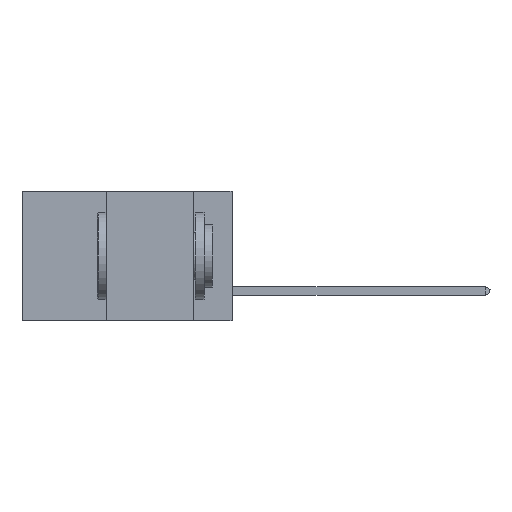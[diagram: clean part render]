
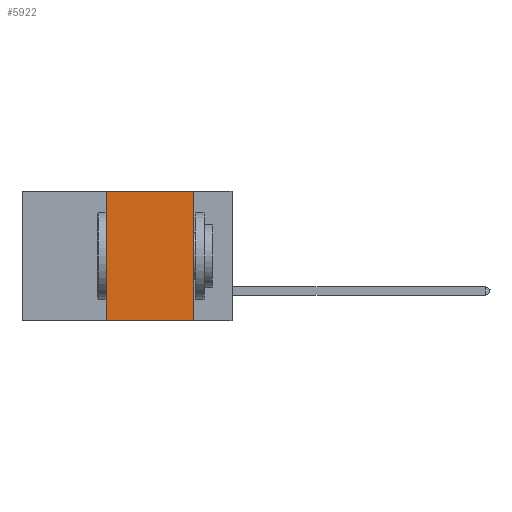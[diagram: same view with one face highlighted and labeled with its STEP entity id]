
A CAD part, left-side view. The second image highlights one B-rep face of the part: STEP entity #5922.
In plain terms, the highlighted planar face has unit normal (-1, 0, 0).
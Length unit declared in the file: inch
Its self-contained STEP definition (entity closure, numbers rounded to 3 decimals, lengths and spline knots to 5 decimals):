
#1181 = CARTESIAN_POINT ( 'NONE',  ( 0., 0.11, 0. ) ) ;
#3274 = PLANE ( 'NONE',  #30829 ) ;
#3946 = DIRECTION ( 'NONE',  ( 0., -1., 0. ) ) ;
#4685 = DIRECTION ( 'NONE',  ( 0., -1., 0. ) ) ;
#5461 = LINE ( 'NONE', #21759, #36237 ) ;
#5515 = LINE ( 'NONE', #1181, #7348 ) ;
#5922 = ADVANCED_FACE ( 'NONE', ( #7718 ), #3274, .F. ) ;
#6409 = VERTEX_POINT ( 'NONE', #32271 ) ;
#7166 = ORIENTED_EDGE ( 'NONE', *, *, #29636, .T. ) ;
#7333 = VERTEX_POINT ( 'NONE', #18577 ) ;
#7348 = VECTOR ( 'NONE', #16472, 39.37008 ) ;
#7718 = FACE_OUTER_BOUND ( 'NONE', #37862, .T. ) ;
#12235 = DIRECTION ( 'NONE',  ( 0., 0., -1. ) ) ;
#12301 = CARTESIAN_POINT ( 'NONE',  ( 0., 0.36, 0. ) ) ;
#13227 = VERTEX_POINT ( 'NONE', #29159 ) ;
#13509 = ORIENTED_EDGE ( 'NONE', *, *, #20784, .F. ) ;
#16472 = DIRECTION ( 'NONE',  ( 0., 0., -1. ) ) ;
#17146 = VECTOR ( 'NONE', #4685, 39.37008 ) ;
#18577 = CARTESIAN_POINT ( 'NONE',  ( 0., 0.36, -0.37 ) ) ;
#20270 = EDGE_CURVE ( 'NONE', #24168, #13227, #24185, .T. ) ;
#20784 = EDGE_CURVE ( 'NONE', #7333, #24168, #24609, .T. ) ;
#20833 = EDGE_CURVE ( 'NONE', #13227, #6409, #5515, .T. ) ;
#21329 = DIRECTION ( 'NONE',  ( 1., 0., 0. ) ) ;
#21759 = CARTESIAN_POINT ( 'NONE',  ( 0., 0.6, -0.37 ) ) ;
#22318 = CARTESIAN_POINT ( 'NONE',  ( 0., 0.36, 0. ) ) ;
#24168 = VERTEX_POINT ( 'NONE', #12301 ) ;
#24185 = LINE ( 'NONE', #25641, #17146 ) ;
#24609 = LINE ( 'NONE', #22318, #33941 ) ;
#25641 = CARTESIAN_POINT ( 'NONE',  ( 0., 0.6, 0. ) ) ;
#29159 = CARTESIAN_POINT ( 'NONE',  ( 0., 0.11, 0. ) ) ;
#29636 = EDGE_CURVE ( 'NONE', #7333, #6409, #5461, .T. ) ;
#30829 = AXIS2_PLACEMENT_3D ( 'NONE', #33089, #21329, #12235 ) ;
#31200 = DIRECTION ( 'NONE',  ( 0., 0., 1. ) ) ;
#32271 = CARTESIAN_POINT ( 'NONE',  ( 0., 0.11, -0.37 ) ) ;
#33089 = CARTESIAN_POINT ( 'NONE',  ( 0., 0.6, 0. ) ) ;
#33941 = VECTOR ( 'NONE', #31200, 39.37008 ) ;
#34270 = ORIENTED_EDGE ( 'NONE', *, *, #20833, .F. ) ;
#35637 = ORIENTED_EDGE ( 'NONE', *, *, #20270, .F. ) ;
#36237 = VECTOR ( 'NONE', #3946, 39.37008 ) ;
#37862 = EDGE_LOOP ( 'NONE', ( #34270, #35637, #13509, #7166 ) ) ;
